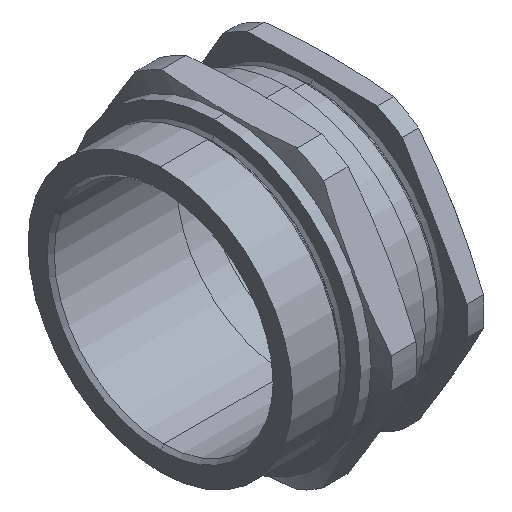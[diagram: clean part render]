
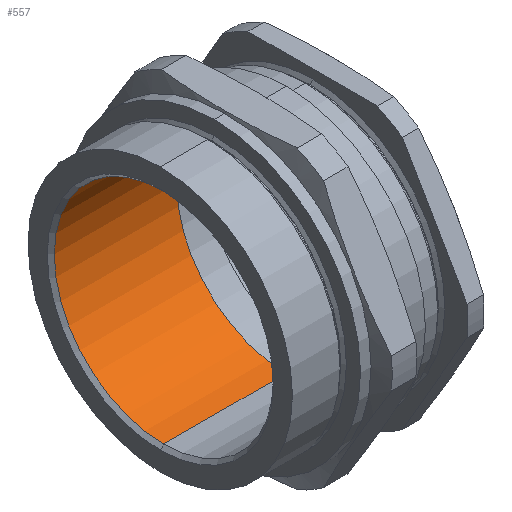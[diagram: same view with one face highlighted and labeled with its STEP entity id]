
A CAD part, isometric view. The second image highlights one B-rep face of the part: STEP entity #557.
In plain terms, the highlighted cylindrical face has radius 31.05 mm (diameter 62.1 mm), a partial arc.
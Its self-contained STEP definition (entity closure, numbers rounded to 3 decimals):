
#207 = CARTESIAN_POINT ( 'NONE',  ( 1., 0., -31.05 ) ) ;
#274 = ORIENTED_EDGE ( 'NONE', *, *, #1345, .F. ) ;
#286 = VECTOR ( 'NONE', #1161, 1000. ) ;
#313 = CARTESIAN_POINT ( 'NONE',  ( 1., 0., 0. ) ) ;
#447 = VERTEX_POINT ( 'NONE', #1649 ) ;
#458 = DIRECTION ( 'NONE',  ( -1., 0., 0. ) ) ;
#502 = VECTOR ( 'NONE', #588, 1000. ) ;
#514 = DIRECTION ( 'NONE',  ( 0., 0., 1. ) ) ;
#557 = ADVANCED_FACE ( 'NONE', ( #735 ), #951, .F. ) ;
#567 = CARTESIAN_POINT ( 'NONE',  ( 1., 0., 31.05 ) ) ;
#571 = VERTEX_POINT ( 'NONE', #663 ) ;
#588 = DIRECTION ( 'NONE',  ( -1., 0., 0. ) ) ;
#663 = CARTESIAN_POINT ( 'NONE',  ( 35.7, 0., 31.05 ) ) ;
#735 = FACE_OUTER_BOUND ( 'NONE', #1083, .T. ) ;
#742 = LINE ( 'NONE', #1999, #286 ) ;
#756 = DIRECTION ( 'NONE',  ( 0., 0., -1. ) ) ;
#820 = ORIENTED_EDGE ( 'NONE', *, *, #1413, .T. ) ;
#842 = VERTEX_POINT ( 'NONE', #567 ) ;
#849 = DIRECTION ( 'NONE',  ( -1., 0., 0. ) ) ;
#905 = VERTEX_POINT ( 'NONE', #207 ) ;
#940 = EDGE_CURVE ( 'NONE', #447, #905, #1899, .T. ) ;
#951 = CYLINDRICAL_SURFACE ( 'NONE', #1369, 31.05 ) ;
#1083 = EDGE_LOOP ( 'NONE', ( #1087, #274, #1344, #820 ) ) ;
#1087 = ORIENTED_EDGE ( 'NONE', *, *, #940, .F. ) ;
#1117 = DIRECTION ( 'NONE',  ( -1., 0., 0. ) ) ;
#1161 = DIRECTION ( 'NONE',  ( -1., 0., 0. ) ) ;
#1198 = CIRCLE ( 'NONE', #1787, 31.05 ) ;
#1236 = CARTESIAN_POINT ( 'NONE',  ( 35.701, 0., -31.05 ) ) ;
#1344 = ORIENTED_EDGE ( 'NONE', *, *, #1355, .T. ) ;
#1345 = EDGE_CURVE ( 'NONE', #571, #447, #1198, .T. ) ;
#1355 = EDGE_CURVE ( 'NONE', #571, #842, #742, .T. ) ;
#1369 = AXIS2_PLACEMENT_3D ( 'NONE', #1861, #849, #514 ) ;
#1413 = EDGE_CURVE ( 'NONE', #842, #905, #2061, .T. ) ;
#1605 = CARTESIAN_POINT ( 'NONE',  ( 35.7, 0., 0. ) ) ;
#1646 = DIRECTION ( 'NONE',  ( 0., 0., -1. ) ) ;
#1649 = CARTESIAN_POINT ( 'NONE',  ( 35.7, 0., -31.05 ) ) ;
#1787 = AXIS2_PLACEMENT_3D ( 'NONE', #1605, #1117, #756 ) ;
#1861 = CARTESIAN_POINT ( 'NONE',  ( 35.701, 0., 0. ) ) ;
#1899 = LINE ( 'NONE', #1236, #502 ) ;
#1999 = CARTESIAN_POINT ( 'NONE',  ( 35.701, 0., 31.05 ) ) ;
#2049 = AXIS2_PLACEMENT_3D ( 'NONE', #313, #458, #1646 ) ;
#2061 = CIRCLE ( 'NONE', #2049, 31.05 ) ;
